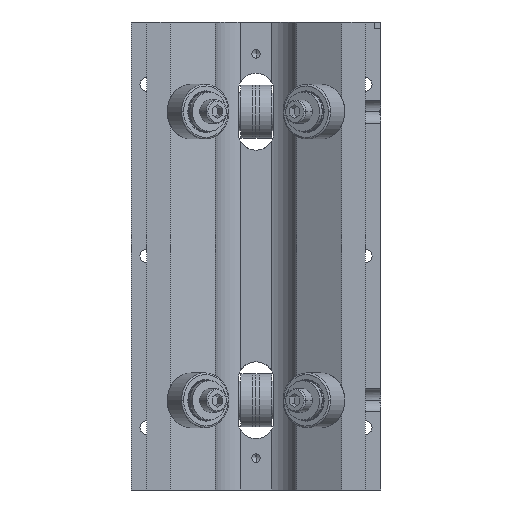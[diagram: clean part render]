
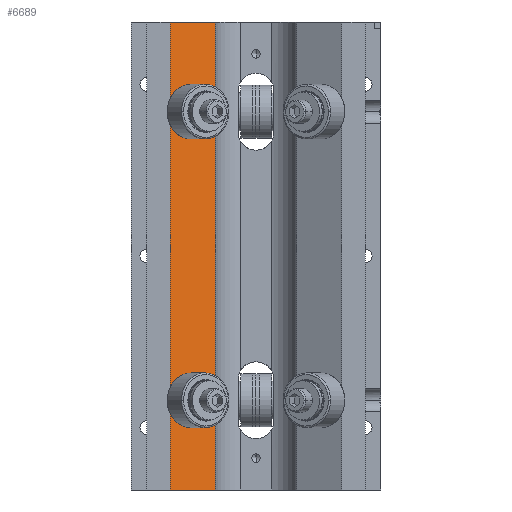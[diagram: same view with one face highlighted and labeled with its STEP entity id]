
A CAD part, front view. The second image highlights one B-rep face of the part: STEP entity #6689.
In plain terms, the highlighted planar face has unit normal (0.5, -0.866, 0).
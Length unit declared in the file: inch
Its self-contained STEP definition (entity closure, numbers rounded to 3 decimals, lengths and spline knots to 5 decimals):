
#125 = CARTESIAN_POINT ( 'NONE',  ( -1.17818, -0.34983, -2.3125 ) ) ;
#532 = VERTEX_POINT ( 'NONE', #20556 ) ;
#965 = DIRECTION ( 'NONE',  ( -0.5, 0.866, 0. ) ) ;
#1086 = ORIENTED_EDGE ( 'NONE', *, *, #5826, .T. ) ;
#1221 = EDGE_LOOP ( 'NONE', ( #11137, #15335, #1086, #4550 ) ) ;
#1607 = VECTOR ( 'NONE', #18068, 39.37008 ) ;
#1859 = DIRECTION ( 'NONE',  ( 0.866, 0.5, 0. ) ) ;
#2266 = ORIENTED_EDGE ( 'NONE', *, *, #9099, .T. ) ;
#2977 = EDGE_CURVE ( 'NONE', #3716, #6794, #19363, .T. ) ;
#3709 = DIRECTION ( 'NONE',  ( 0., 0., 1. ) ) ;
#3716 = VERTEX_POINT ( 'NONE', #7283 ) ;
#4000 = PLANE ( 'NONE',  #6823 ) ;
#4105 = DIRECTION ( 'NONE',  ( 0.866, 0.5, 0. ) ) ;
#4119 = CARTESIAN_POINT ( 'NONE',  ( -0.65333, -0.0468, 3.75 ) ) ;
#4337 = DIRECTION ( 'NONE',  ( 0.866, 0.5, 0. ) ) ;
#4425 = CARTESIAN_POINT ( 'NONE',  ( -0.65333, -0.0468, 3.75 ) ) ;
#4550 = ORIENTED_EDGE ( 'NONE', *, *, #18606, .T. ) ;
#4915 = CARTESIAN_POINT ( 'NONE',  ( -0.65333, -0.0468, -3.75 ) ) ;
#5439 = AXIS2_PLACEMENT_3D ( 'NONE', #6187, #7724, #7830 ) ;
#5757 = FACE_BOUND ( 'NONE', #20576, .T. ) ;
#5826 = EDGE_CURVE ( 'NONE', #19039, #532, #14767, .T. ) ;
#6187 = CARTESIAN_POINT ( 'NONE',  ( -1.06971, -0.28721, -2.3125 ) ) ;
#6340 = DIRECTION ( 'NONE',  ( 0.866, 0.5, 0. ) ) ;
#6428 = DIRECTION ( 'NONE',  ( 0.866, 0.5, 0. ) ) ;
#6482 = CIRCLE ( 'NONE', #5439, 0.12525 ) ;
#6689 = ADVANCED_FACE ( 'NONE', ( #12648, #5757, #19130 ), #4000, .T. ) ;
#6727 = VERTEX_POINT ( 'NONE', #125 ) ;
#6794 = VERTEX_POINT ( 'NONE', #4425 ) ;
#6823 = AXIS2_PLACEMENT_3D ( 'NONE', #7615, #12443, #4105 ) ;
#7283 = CARTESIAN_POINT ( 'NONE',  ( -1.37593, -0.464, 3.75 ) ) ;
#7568 = VERTEX_POINT ( 'NONE', #10186 ) ;
#7615 = CARTESIAN_POINT ( 'NONE',  ( -0.65333, -0.0468, -3.75 ) ) ;
#7634 = DIRECTION ( 'NONE',  ( -0.5, 0.866, 0. ) ) ;
#7724 = DIRECTION ( 'NONE',  ( -0.5, 0.866, 0. ) ) ;
#7830 = DIRECTION ( 'NONE',  ( 0.866, 0.5, 0. ) ) ;
#7874 = VERTEX_POINT ( 'NONE', #21271 ) ;
#8085 = AXIS2_PLACEMENT_3D ( 'NONE', #14205, #7634, #12670 ) ;
#8146 = CARTESIAN_POINT ( 'NONE',  ( -1.17818, -0.34983, 2.3125 ) ) ;
#8189 = EDGE_LOOP ( 'NONE', ( #17869, #14310 ) ) ;
#9099 = EDGE_CURVE ( 'NONE', #7568, #19375, #17450, .T. ) ;
#9629 = LINE ( 'NONE', #21599, #1607 ) ;
#9766 = AXIS2_PLACEMENT_3D ( 'NONE', #12045, #13465, #1859 ) ;
#10186 = CARTESIAN_POINT ( 'NONE',  ( -0.96124, -0.22458, 2.3125 ) ) ;
#10576 = EDGE_CURVE ( 'NONE', #7874, #6727, #21399, .T. ) ;
#11137 = ORIENTED_EDGE ( 'NONE', *, *, #2977, .F. ) ;
#11275 = AXIS2_PLACEMENT_3D ( 'NONE', #14741, #965, #6428 ) ;
#11924 = LINE ( 'NONE', #13677, #20174 ) ;
#11974 = CIRCLE ( 'NONE', #11275, 0.12525 ) ;
#12045 = CARTESIAN_POINT ( 'NONE',  ( -1.06971, -0.28721, 2.3125 ) ) ;
#12443 = DIRECTION ( 'NONE',  ( 0.5, -0.866, 0. ) ) ;
#12648 = FACE_BOUND ( 'NONE', #8189, .T. ) ;
#12670 = DIRECTION ( 'NONE',  ( 0.866, 0.5, 0. ) ) ;
#13113 = VECTOR ( 'NONE', #4337, 39.37008 ) ;
#13158 = EDGE_CURVE ( 'NONE', #19375, #7568, #11974, .T. ) ;
#13435 = CARTESIAN_POINT ( 'NONE',  ( -1.37593, -0.464, -3.75 ) ) ;
#13465 = DIRECTION ( 'NONE',  ( -0.5, 0.866, 0. ) ) ;
#13677 = CARTESIAN_POINT ( 'NONE',  ( -0.65333, -0.0468, -3.75 ) ) ;
#14205 = CARTESIAN_POINT ( 'NONE',  ( -1.06971, -0.28721, -2.3125 ) ) ;
#14288 = VECTOR ( 'NONE', #6340, 39.37008 ) ;
#14310 = ORIENTED_EDGE ( 'NONE', *, *, #19265, .T. ) ;
#14741 = CARTESIAN_POINT ( 'NONE',  ( -1.06971, -0.28721, 2.3125 ) ) ;
#14767 = LINE ( 'NONE', #4915, #14288 ) ;
#15335 = ORIENTED_EDGE ( 'NONE', *, *, #18419, .F. ) ;
#17450 = CIRCLE ( 'NONE', #9766, 0.12525 ) ;
#17869 = ORIENTED_EDGE ( 'NONE', *, *, #10576, .T. ) ;
#18068 = DIRECTION ( 'NONE',  ( 0., 0., 1. ) ) ;
#18244 = ORIENTED_EDGE ( 'NONE', *, *, #13158, .T. ) ;
#18419 = EDGE_CURVE ( 'NONE', #19039, #3716, #9629, .T. ) ;
#18606 = EDGE_CURVE ( 'NONE', #532, #6794, #11924, .T. ) ;
#19039 = VERTEX_POINT ( 'NONE', #13435 ) ;
#19130 = FACE_OUTER_BOUND ( 'NONE', #1221, .T. ) ;
#19265 = EDGE_CURVE ( 'NONE', #6727, #7874, #6482, .T. ) ;
#19363 = LINE ( 'NONE', #4119, #13113 ) ;
#19375 = VERTEX_POINT ( 'NONE', #8146 ) ;
#20174 = VECTOR ( 'NONE', #3709, 39.37008 ) ;
#20556 = CARTESIAN_POINT ( 'NONE',  ( -0.65333, -0.0468, -3.75 ) ) ;
#20576 = EDGE_LOOP ( 'NONE', ( #2266, #18244 ) ) ;
#21271 = CARTESIAN_POINT ( 'NONE',  ( -0.96124, -0.22458, -2.3125 ) ) ;
#21399 = CIRCLE ( 'NONE', #8085, 0.12525 ) ;
#21599 = CARTESIAN_POINT ( 'NONE',  ( -1.37593, -0.464, -3.75 ) ) ;
